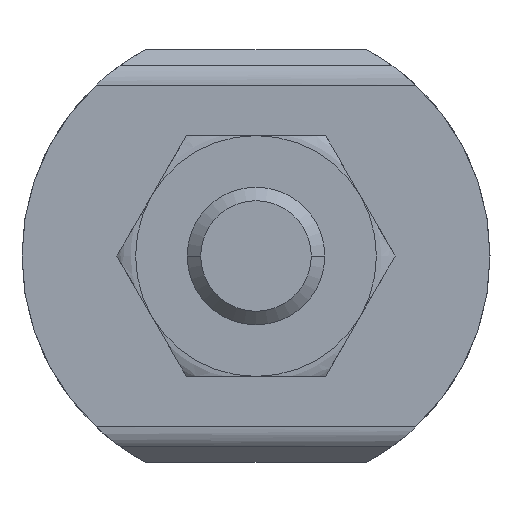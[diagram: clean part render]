
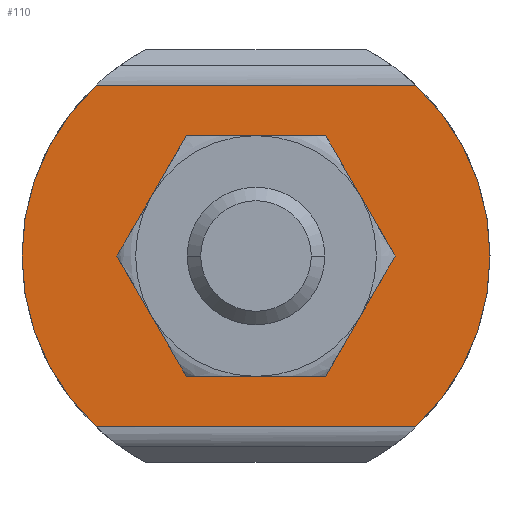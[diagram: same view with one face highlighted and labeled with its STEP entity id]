
A CAD part, left-side view. The second image highlights one B-rep face of the part: STEP entity #110.
In plain terms, the highlighted planar face has unit normal (-1, 0, 0).
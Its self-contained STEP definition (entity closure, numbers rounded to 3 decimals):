
#110 = ADVANCED_FACE( '', ( #243, #244 ), #245, .T. );
#243 = FACE_OUTER_BOUND( '', #441, .T. );
#244 = FACE_BOUND( '', #442, .T. );
#245 = PLANE( '', #443 );
#441 = EDGE_LOOP( '', ( #850, #851, #852, #853, #854, #855 ) );
#442 = EDGE_LOOP( '', ( #856, #857, #858, #859, #860, #861, #862, #863, #864, #865, #866, #867 ) );
#443 = AXIS2_PLACEMENT_3D( '', #868, #869, #870 );
#850 = ORIENTED_EDGE( '', *, *, #1371, .T. );
#851 = ORIENTED_EDGE( '', *, *, #1357, .T. );
#852 = ORIENTED_EDGE( '', *, *, #1408, .T. );
#853 = ORIENTED_EDGE( '', *, *, #1359, .T. );
#854 = ORIENTED_EDGE( '', *, *, #1370, .T. );
#855 = ORIENTED_EDGE( '', *, *, #1402, .F. );
#856 = ORIENTED_EDGE( '', *, *, #1409, .F. );
#857 = ORIENTED_EDGE( '', *, *, #1410, .F. );
#858 = ORIENTED_EDGE( '', *, *, #1411, .F. );
#859 = ORIENTED_EDGE( '', *, *, #1412, .F. );
#860 = ORIENTED_EDGE( '', *, *, #1413, .F. );
#861 = ORIENTED_EDGE( '', *, *, #1414, .F. );
#862 = ORIENTED_EDGE( '', *, *, #1415, .F. );
#863 = ORIENTED_EDGE( '', *, *, #1416, .F. );
#864 = ORIENTED_EDGE( '', *, *, #1417, .F. );
#865 = ORIENTED_EDGE( '', *, *, #1418, .F. );
#866 = ORIENTED_EDGE( '', *, *, #1419, .F. );
#867 = ORIENTED_EDGE( '', *, *, #1420, .F. );
#868 = CARTESIAN_POINT( '', ( 6.99, 10., -6.211 ) );
#869 = DIRECTION( '', ( -1., 0., 0. ) );
#870 = DIRECTION( '', ( 0., 0., -1. ) );
#1357 = EDGE_CURVE( '', #1628, #1638, #1640, .T. );
#1359 = EDGE_CURVE( '', #1644, #1641, #1645, .T. );
#1370 = EDGE_CURVE( '', #1641, #1663, #1665, .T. );
#1371 = EDGE_CURVE( '', #1666, #1628, #1667, .T. );
#1402 = EDGE_CURVE( '', #1666, #1663, #1712, .T. );
#1408 = EDGE_CURVE( '', #1638, #1644, #1718, .T. );
#1409 = EDGE_CURVE( '', #1719, #1720, #1721, .T. );
#1410 = EDGE_CURVE( '', #1722, #1719, #1723, .T. );
#1411 = EDGE_CURVE( '', #1724, #1722, #1725, .T. );
#1412 = EDGE_CURVE( '', #1726, #1724, #1727, .T. );
#1413 = EDGE_CURVE( '', #1728, #1726, #1729, .T. );
#1414 = EDGE_CURVE( '', #1730, #1728, #1731, .T. );
#1415 = EDGE_CURVE( '', #1732, #1730, #1733, .T. );
#1416 = EDGE_CURVE( '', #1734, #1732, #1735, .T. );
#1417 = EDGE_CURVE( '', #1736, #1734, #1737, .T. );
#1418 = EDGE_CURVE( '', #1738, #1736, #1739, .T. );
#1419 = EDGE_CURVE( '', #1740, #1738, #1741, .T. );
#1420 = EDGE_CURVE( '', #1720, #1740, #1742, .T. );
#1628 = VERTEX_POINT( '', #2026 );
#1638 = VERTEX_POINT( '', #2038 );
#1640 = CIRCLE( '', #2045, 8.5 );
#1641 = VERTEX_POINT( '', #2046 );
#1644 = VERTEX_POINT( '', #2050 );
#1645 = CIRCLE( '', #2051, 8.5 );
#1663 = VERTEX_POINT( '', #2076 );
#1665 = CIRCLE( '', #2083, 8.5 );
#1666 = VERTEX_POINT( '', #2084 );
#1667 = CIRCLE( '', #2085, 8.5 );
#1712 = LINE( '', #2159, #2160 );
#1718 = LINE( '', #2170, #2171 );
#1719 = VERTEX_POINT( '', #2172 );
#1720 = VERTEX_POINT( '', #2173 );
#1721 = LINE( '', #2174, #2175 );
#1722 = VERTEX_POINT( '', #2176 );
#1723 = CIRCLE( '', #2177, 4.516 );
#1724 = VERTEX_POINT( '', #2178 );
#1725 = LINE( '', #2179, #2180 );
#1726 = VERTEX_POINT( '', #2181 );
#1727 = CIRCLE( '', #2182, 4.516 );
#1728 = VERTEX_POINT( '', #2183 );
#1729 = LINE( '', #2184, #2185 );
#1730 = VERTEX_POINT( '', #2186 );
#1731 = CIRCLE( '', #2187, 4.516 );
#1732 = VERTEX_POINT( '', #2188 );
#1733 = LINE( '', #2189, #2190 );
#1734 = VERTEX_POINT( '', #2191 );
#1735 = CIRCLE( '', #2192, 4.516 );
#1736 = VERTEX_POINT( '', #2193 );
#1737 = LINE( '', #2194, #2195 );
#1738 = VERTEX_POINT( '', #2196 );
#1739 = CIRCLE( '', #2197, 4.516 );
#1740 = VERTEX_POINT( '', #2198 );
#1741 = LINE( '', #2199, #2200 );
#1742 = CIRCLE( '', #2201, 4.516 );
#2026 = CARTESIAN_POINT( '', ( 6.99, 8.5, 0. ) );
#2038 = CARTESIAN_POINT( '', ( 6.99, 5.803, -6.211 ) );
#2045 = AXIS2_PLACEMENT_3D( '', #2915, #2916, #2917 );
#2046 = CARTESIAN_POINT( '', ( 6.99, -8.5, 0. ) );
#2050 = CARTESIAN_POINT( '', ( 6.99, -5.803, -6.211 ) );
#2051 = AXIS2_PLACEMENT_3D( '', #2919, #2920, #2921 );
#2076 = CARTESIAN_POINT( '', ( 6.99, -5.803, 6.211 ) );
#2083 = AXIS2_PLACEMENT_3D( '', #2942, #2943, #2944 );
#2084 = CARTESIAN_POINT( '', ( 6.99, 5.803, 6.211 ) );
#2085 = AXIS2_PLACEMENT_3D( '', #2945, #2946, #2947 );
#2159 = CARTESIAN_POINT( '', ( 6.99, 10., 6.211 ) );
#2160 = VECTOR( '', #3001, 1. );
#2170 = CARTESIAN_POINT( '', ( 6.99, 10., -6.211 ) );
#2171 = VECTOR( '', #3009, 1. );
#2172 = CARTESIAN_POINT( '', ( 6.99, -4.349, 1.218 ) );
#2173 = CARTESIAN_POINT( '', ( 6.99, -3.229, 3.157 ) );
#2174 = CARTESIAN_POINT( '', ( 6.99, -3.252, 3.117 ) );
#2175 = VECTOR( '', #3010, 1. );
#2176 = CARTESIAN_POINT( '', ( 6.99, -4.349, -1.218 ) );
#2177 = AXIS2_PLACEMENT_3D( '', #3011, #3012, #3013 );
#2178 = CARTESIAN_POINT( '', ( 6.99, -3.229, -3.157 ) );
#2179 = CARTESIAN_POINT( '', ( 6.99, -1.826, -5.588 ) );
#2180 = VECTOR( '', #3014, 1. );
#2181 = CARTESIAN_POINT( '', ( 6.99, -1.12, -4.375 ) );
#2182 = AXIS2_PLACEMENT_3D( '', #3015, #3016, #3017 );
#2183 = CARTESIAN_POINT( '', ( 6.99, 1.12, -4.375 ) );
#2184 = CARTESIAN_POINT( '', ( 6.99, 3.737, -4.375 ) );
#2185 = VECTOR( '', #3018, 1. );
#2186 = CARTESIAN_POINT( '', ( 6.99, 3.229, -3.157 ) );
#2187 = AXIS2_PLACEMENT_3D( '', #3019, #3020, #3021 );
#2188 = CARTESIAN_POINT( '', ( 6.99, 4.349, -1.218 ) );
#2189 = CARTESIAN_POINT( '', ( 6.99, 3.063, -3.445 ) );
#2190 = VECTOR( '', #3022, 1. );
#2191 = CARTESIAN_POINT( '', ( 6.99, 4.349, 1.218 ) );
#2192 = AXIS2_PLACEMENT_3D( '', #3023, #3024, #3025 );
#2193 = CARTESIAN_POINT( '', ( 6.99, 3.229, 3.157 ) );
#2194 = CARTESIAN_POINT( '', ( 6.99, 7.015, -3.4 ) );
#2195 = VECTOR( '', #3026, 1. );
#2196 = CARTESIAN_POINT( '', ( 6.99, 1.12, 4.375 ) );
#2197 = AXIS2_PLACEMENT_3D( '', #3027, #3028, #3029 );
#2198 = CARTESIAN_POINT( '', ( 6.99, -1.12, 4.375 ) );
#2199 = CARTESIAN_POINT( '', ( 6.99, 6.263, 4.375 ) );
#2200 = VECTOR( '', #3030, 1. );
#2201 = AXIS2_PLACEMENT_3D( '', #3031, #3032, #3033 );
#2915 = CARTESIAN_POINT( '', ( 6.99, 0., 0. ) );
#2916 = DIRECTION( '', ( -1., 0., 0. ) );
#2917 = DIRECTION( '', ( 0., 1., 0. ) );
#2919 = CARTESIAN_POINT( '', ( 6.99, 0., 0. ) );
#2920 = DIRECTION( '', ( -1., 0., 0. ) );
#2921 = DIRECTION( '', ( 0., 1., 0. ) );
#2942 = CARTESIAN_POINT( '', ( 6.99, 0., 0. ) );
#2943 = DIRECTION( '', ( -1., 0., 0. ) );
#2944 = DIRECTION( '', ( 0., 1., 0. ) );
#2945 = CARTESIAN_POINT( '', ( 6.99, 0., 0. ) );
#2946 = DIRECTION( '', ( -1., 0., 0. ) );
#2947 = DIRECTION( '', ( 0., 1., 0. ) );
#3001 = DIRECTION( '', ( 0., -1., 0. ) );
#3009 = DIRECTION( '', ( 0., -1., 0. ) );
#3010 = DIRECTION( '', ( 0., 0.5, 0.866 ) );
#3011 = CARTESIAN_POINT( '', ( 6.99, 0., 0. ) );
#3012 = DIRECTION( '', ( -1., 0., 0. ) );
#3013 = DIRECTION( '', ( 0., 0., 1. ) );
#3014 = DIRECTION( '', ( 0., -0.5, 0.866 ) );
#3015 = CARTESIAN_POINT( '', ( 6.99, 0., 0. ) );
#3016 = DIRECTION( '', ( -1., 0., 0. ) );
#3017 = DIRECTION( '', ( 0., 0., 1. ) );
#3018 = DIRECTION( '', ( 0., -1., 0. ) );
#3019 = CARTESIAN_POINT( '', ( 6.99, 0., 0. ) );
#3020 = DIRECTION( '', ( -1., 0., 0. ) );
#3021 = DIRECTION( '', ( 0., 0., 1. ) );
#3022 = DIRECTION( '', ( 0., -0.5, -0.866 ) );
#3023 = CARTESIAN_POINT( '', ( 6.99, 0., 0. ) );
#3024 = DIRECTION( '', ( -1., 0., 0. ) );
#3025 = DIRECTION( '', ( 0., 0., 1. ) );
#3026 = DIRECTION( '', ( 0., 0.5, -0.866 ) );
#3027 = CARTESIAN_POINT( '', ( 6.99, 0., 0. ) );
#3028 = DIRECTION( '', ( -1., 0., 0. ) );
#3029 = DIRECTION( '', ( 0., 0., 1. ) );
#3030 = DIRECTION( '', ( 0., 1., 0. ) );
#3031 = CARTESIAN_POINT( '', ( 6.99, 0., 0. ) );
#3032 = DIRECTION( '', ( -1., 0., 0. ) );
#3033 = DIRECTION( '', ( 0., 0., 1. ) );
